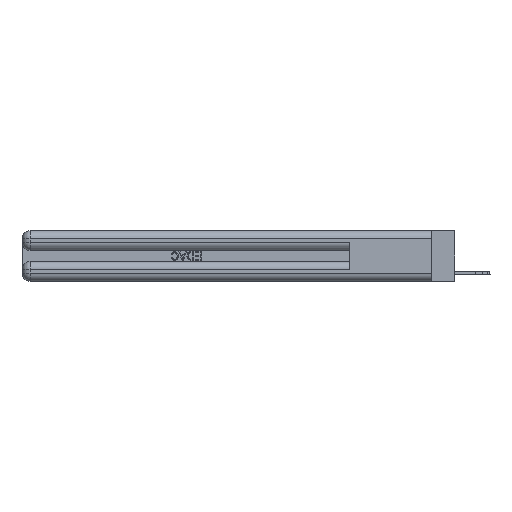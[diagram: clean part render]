
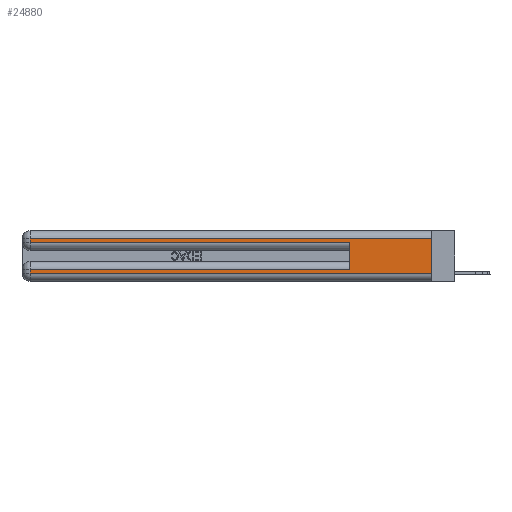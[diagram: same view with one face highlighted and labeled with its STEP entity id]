
A CAD part, left-side view. The second image highlights one B-rep face of the part: STEP entity #24880.
In plain terms, the highlighted planar face has unit normal (-1, 0, 0).
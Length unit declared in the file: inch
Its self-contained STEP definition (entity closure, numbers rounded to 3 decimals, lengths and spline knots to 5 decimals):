
#663 = DIRECTION ( 'NONE',  ( 0., 1., 0. ) ) ;
#1231 = EDGE_CURVE ( 'NONE', #14926, #13439, #13371, .T. ) ;
#1350 = ORIENTED_EDGE ( 'NONE', *, *, #1231, .T. ) ;
#1617 = DIRECTION ( 'NONE',  ( 0., 1., 0. ) ) ;
#2289 = VERTEX_POINT ( 'NONE', #20769 ) ;
#3277 = CARTESIAN_POINT ( 'NONE',  ( 0., 2.94, 0.285 ) ) ;
#3357 = DIRECTION ( 'NONE',  ( 0., 0., 1. ) ) ;
#4160 = VERTEX_POINT ( 'NONE', #14044 ) ;
#5270 = VERTEX_POINT ( 'NONE', #17439 ) ;
#5410 = LINE ( 'NONE', #24651, #19447 ) ;
#5479 = CARTESIAN_POINT ( 'NONE',  ( 0., 2.94, 0.31 ) ) ;
#5644 = ORIENTED_EDGE ( 'NONE', *, *, #7917, .T. ) ;
#6399 = LINE ( 'NONE', #14835, #25863 ) ;
#6486 = CARTESIAN_POINT ( 'NONE',  ( 0., 0.6, 0.145 ) ) ;
#6501 = CARTESIAN_POINT ( 'NONE',  ( 0., 2.94, 0.085 ) ) ;
#7917 = EDGE_CURVE ( 'NONE', #10599, #12670, #13940, .T. ) ;
#8578 = LINE ( 'NONE', #6486, #12318 ) ;
#8707 = CARTESIAN_POINT ( 'NONE',  ( 0., 0., 0.31 ) ) ;
#8989 = EDGE_CURVE ( 'NONE', #9983, #14926, #13396, .T. ) ;
#9159 = DIRECTION ( 'NONE',  ( 0., -1., 0. ) ) ;
#9343 = ORIENTED_EDGE ( 'NONE', *, *, #8989, .T. ) ;
#9482 = VECTOR ( 'NONE', #663, 39.37008 ) ;
#9983 = VERTEX_POINT ( 'NONE', #12091 ) ;
#10249 = EDGE_CURVE ( 'NONE', #12670, #5270, #6399, .T. ) ;
#10599 = VERTEX_POINT ( 'NONE', #25463 ) ;
#11097 = CARTESIAN_POINT ( 'NONE',  ( 0., 0., 0.06 ) ) ;
#11169 = CARTESIAN_POINT ( 'NONE',  ( 0., 2.94, 0.37 ) ) ;
#11886 = CARTESIAN_POINT ( 'NONE',  ( 0., 0., 0.085 ) ) ;
#12091 = CARTESIAN_POINT ( 'NONE',  ( 0., 0., 0.31 ) ) ;
#12318 = VECTOR ( 'NONE', #3357, 39.37008 ) ;
#12670 = VERTEX_POINT ( 'NONE', #6501 ) ;
#12802 = VECTOR ( 'NONE', #1617, 39.37008 ) ;
#13010 = LINE ( 'NONE', #11097, #22537 ) ;
#13371 = LINE ( 'NONE', #11169, #21583 ) ;
#13396 = LINE ( 'NONE', #8707, #9482 ) ;
#13439 = VERTEX_POINT ( 'NONE', #3277 ) ;
#13940 = LINE ( 'NONE', #11886, #12802 ) ;
#13984 = DIRECTION ( 'NONE',  ( 0., 0., -1. ) ) ;
#14044 = CARTESIAN_POINT ( 'NONE',  ( 0., 0.6, 0.285 ) ) ;
#14552 = ORIENTED_EDGE ( 'NONE', *, *, #24708, .T. ) ;
#14835 = CARTESIAN_POINT ( 'NONE',  ( 0., 2.94, 0.37 ) ) ;
#14926 = VERTEX_POINT ( 'NONE', #5479 ) ;
#15818 = VECTOR ( 'NONE', #21357, 39.37008 ) ;
#16796 = ORIENTED_EDGE ( 'NONE', *, *, #24811, .F. ) ;
#17359 = EDGE_CURVE ( 'NONE', #13439, #4160, #21894, .T. ) ;
#17439 = CARTESIAN_POINT ( 'NONE',  ( 0., 2.94, 0.06 ) ) ;
#18047 = CARTESIAN_POINT ( 'NONE',  ( 0., 0., 0.37 ) ) ;
#19447 = VECTOR ( 'NONE', #13984, 39.37008 ) ;
#19464 = ORIENTED_EDGE ( 'NONE', *, *, #10249, .T. ) ;
#19623 = DIRECTION ( 'NONE',  ( 0., 0., -1. ) ) ;
#20246 = FACE_OUTER_BOUND ( 'NONE', #24932, .T. ) ;
#20351 = AXIS2_PLACEMENT_3D ( 'NONE', #18047, #24380, #27014 ) ;
#20511 = PLANE ( 'NONE',  #20351 ) ;
#20769 = CARTESIAN_POINT ( 'NONE',  ( 0., 0., 0.06 ) ) ;
#21357 = DIRECTION ( 'NONE',  ( 0., -1., 0. ) ) ;
#21583 = VECTOR ( 'NONE', #19623, 39.37008 ) ;
#21894 = LINE ( 'NONE', #26174, #15818 ) ;
#22537 = VECTOR ( 'NONE', #9159, 39.37008 ) ;
#23695 = EDGE_CURVE ( 'NONE', #10599, #4160, #8578, .T. ) ;
#23936 = ORIENTED_EDGE ( 'NONE', *, *, #23695, .F. ) ;
#24256 = DIRECTION ( 'NONE',  ( 0., 0., -1. ) ) ;
#24380 = DIRECTION ( 'NONE',  ( 1., 0., 0. ) ) ;
#24651 = CARTESIAN_POINT ( 'NONE',  ( 0., 0., 0.37 ) ) ;
#24708 = EDGE_CURVE ( 'NONE', #5270, #2289, #13010, .T. ) ;
#24811 = EDGE_CURVE ( 'NONE', #9983, #2289, #5410, .T. ) ;
#24880 = ADVANCED_FACE ( 'NONE', ( #20246 ), #20511, .F. ) ;
#24932 = EDGE_LOOP ( 'NONE', ( #16796, #9343, #1350, #25602, #23936, #5644, #19464, #14552 ) ) ;
#25463 = CARTESIAN_POINT ( 'NONE',  ( 0., 0.6, 0.085 ) ) ;
#25602 = ORIENTED_EDGE ( 'NONE', *, *, #17359, .T. ) ;
#25863 = VECTOR ( 'NONE', #24256, 39.37008 ) ;
#26174 = CARTESIAN_POINT ( 'NONE',  ( 0., 0., 0.285 ) ) ;
#27014 = DIRECTION ( 'NONE',  ( 0., 0., -1. ) ) ;
